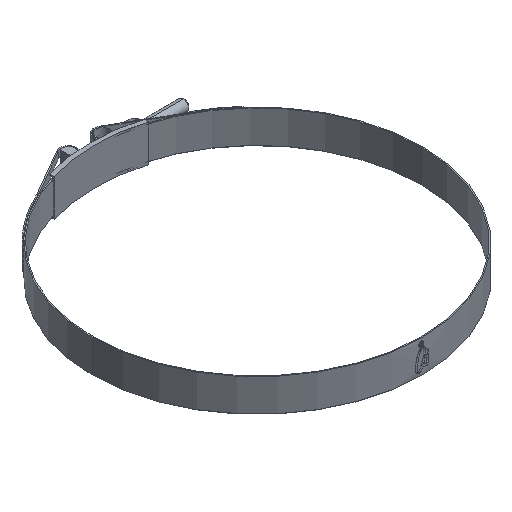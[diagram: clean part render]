
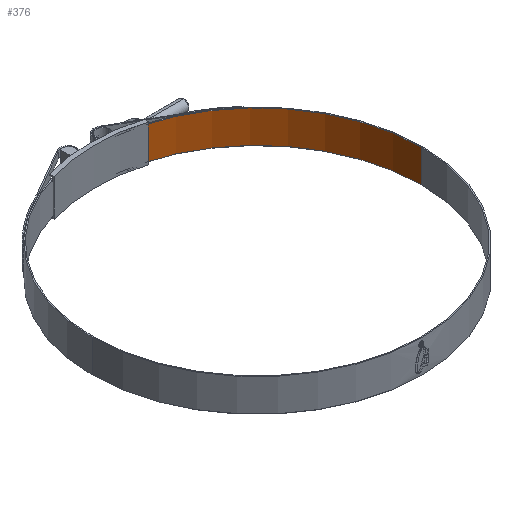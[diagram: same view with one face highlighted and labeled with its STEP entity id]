
A CAD part, isometric view. The second image highlights one B-rep face of the part: STEP entity #376.
In plain terms, the highlighted cylindrical face has radius 97 mm (diameter 194 mm), a partial arc.
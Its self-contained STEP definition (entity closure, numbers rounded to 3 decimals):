
#155 = DIRECTION ( 'NONE',  ( 0., 0., -1. ) ) ;
#376 = ADVANCED_FACE ( 'NONE', ( #9488 ), #8306, .F. ) ;
#546 = AXIS2_PLACEMENT_3D ( 'NONE', #13422, #3402, #6019 ) ;
#825 = VERTEX_POINT ( 'NONE', #4319 ) ;
#1158 = ORIENTED_EDGE ( 'NONE', *, *, #8115, .F. ) ;
#1908 = CARTESIAN_POINT ( 'NONE',  ( 9.51, 96.533, -9.65 ) ) ;
#2339 = VERTEX_POINT ( 'NONE', #14332 ) ;
#2589 = DIRECTION ( 'NONE',  ( -1., 0., 0. ) ) ;
#3402 = DIRECTION ( 'NONE',  ( 0., 0., -1. ) ) ;
#3589 = VECTOR ( 'NONE', #155, 1000. ) ;
#3645 = CARTESIAN_POINT ( 'NONE',  ( 0., 0., -9.65 ) ) ;
#4319 = CARTESIAN_POINT ( 'NONE',  ( 9.51, 96.533, 9.65 ) ) ;
#5143 = EDGE_LOOP ( 'NONE', ( #13662, #1158, #11889, #5501 ) ) ;
#5161 = CIRCLE ( 'NONE', #13114, 97. ) ;
#5501 = ORIENTED_EDGE ( 'NONE', *, *, #14293, .T. ) ;
#5715 = VERTEX_POINT ( 'NONE', #10248 ) ;
#5942 = LINE ( 'NONE', #8211, #7540 ) ;
#6019 = DIRECTION ( 'NONE',  ( -1., 0., 0. ) ) ;
#6799 = CARTESIAN_POINT ( 'NONE',  ( 97., 0., 9.65 ) ) ;
#7059 = DIRECTION ( 'NONE',  ( 0., 0., -1. ) ) ;
#7104 = DIRECTION ( 'NONE',  ( 0., 0., -1. ) ) ;
#7279 = CIRCLE ( 'NONE', #546, 97. ) ;
#7540 = VECTOR ( 'NONE', #7104, 1000. ) ;
#7818 = LINE ( 'NONE', #6799, #3589 ) ;
#8115 = EDGE_CURVE ( 'NONE', #825, #5715, #7279, .T. ) ;
#8211 = CARTESIAN_POINT ( 'NONE',  ( 9.51, 96.533, 9.65 ) ) ;
#8306 = CYLINDRICAL_SURFACE ( 'NONE', #13540, 97. ) ;
#8746 = EDGE_CURVE ( 'NONE', #5715, #2339, #7818, .T. ) ;
#9488 = FACE_OUTER_BOUND ( 'NONE', #5143, .T. ) ;
#10248 = CARTESIAN_POINT ( 'NONE',  ( 97., 0., 9.65 ) ) ;
#10517 = DIRECTION ( 'NONE',  ( 0., 0., -1. ) ) ;
#10665 = DIRECTION ( 'NONE',  ( -1., 0., 0. ) ) ;
#11308 = VERTEX_POINT ( 'NONE', #1908 ) ;
#11387 = EDGE_CURVE ( 'NONE', #825, #11308, #5942, .T. ) ;
#11889 = ORIENTED_EDGE ( 'NONE', *, *, #11387, .T. ) ;
#12928 = CARTESIAN_POINT ( 'NONE',  ( 0., 0., 9.65 ) ) ;
#13114 = AXIS2_PLACEMENT_3D ( 'NONE', #3645, #7059, #2589 ) ;
#13422 = CARTESIAN_POINT ( 'NONE',  ( 0., 0., 9.65 ) ) ;
#13540 = AXIS2_PLACEMENT_3D ( 'NONE', #12928, #10517, #10665 ) ;
#13662 = ORIENTED_EDGE ( 'NONE', *, *, #8746, .F. ) ;
#14293 = EDGE_CURVE ( 'NONE', #11308, #2339, #5161, .T. ) ;
#14332 = CARTESIAN_POINT ( 'NONE',  ( 97., 0., -9.65 ) ) ;
